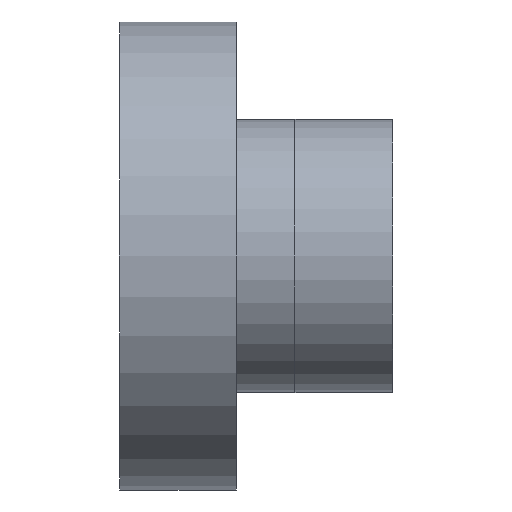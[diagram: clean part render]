
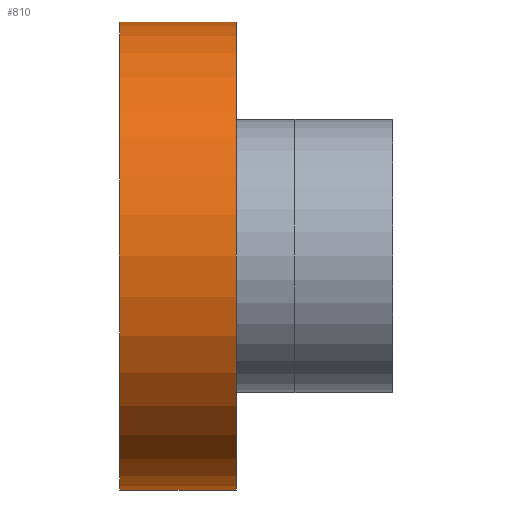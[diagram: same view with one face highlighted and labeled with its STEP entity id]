
A CAD part, front view. The second image highlights one B-rep face of the part: STEP entity #810.
In plain terms, the highlighted cylindrical face has radius 24 mm (diameter 48 mm), a partial arc.
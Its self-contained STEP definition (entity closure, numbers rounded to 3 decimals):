
#50 = CIRCLE ( 'NONE', #621, 24. ) ;
#59 = CARTESIAN_POINT ( 'NONE',  ( -4.212, 0., -24. ) ) ;
#85 = CARTESIAN_POINT ( 'NONE',  ( -4.212, 0., 24. ) ) ;
#102 = DIRECTION ( 'NONE',  ( -1., 0., 0. ) ) ;
#109 = CARTESIAN_POINT ( 'NONE',  ( -16.212, 0., -24. ) ) ;
#114 = CARTESIAN_POINT ( 'NONE',  ( -16.212, 0., 0. ) ) ;
#144 = ORIENTED_EDGE ( 'NONE', *, *, #269, .T. ) ;
#154 = CARTESIAN_POINT ( 'NONE',  ( -151.697, 0., -24. ) ) ;
#194 = CYLINDRICAL_SURFACE ( 'NONE', #277, 24. ) ;
#199 = EDGE_LOOP ( 'NONE', ( #509, #424, #144, #258 ) ) ;
#200 = CARTESIAN_POINT ( 'NONE',  ( -16.212, 0., 24. ) ) ;
#258 = ORIENTED_EDGE ( 'NONE', *, *, #265, .F. ) ;
#265 = EDGE_CURVE ( 'NONE', #324, #738, #555, .T. ) ;
#269 = EDGE_CURVE ( 'NONE', #807, #738, #284, .T. ) ;
#277 = AXIS2_PLACEMENT_3D ( 'NONE', #331, #387, #391 ) ;
#284 = LINE ( 'NONE', #292, #473 ) ;
#292 = CARTESIAN_POINT ( 'NONE',  ( -151.697, 0., 24. ) ) ;
#313 = AXIS2_PLACEMENT_3D ( 'NONE', #114, #102, #347 ) ;
#318 = FACE_OUTER_BOUND ( 'NONE', #199, .T. ) ;
#324 = VERTEX_POINT ( 'NONE', #109 ) ;
#331 = CARTESIAN_POINT ( 'NONE',  ( -151.697, 0., 0. ) ) ;
#333 = EDGE_CURVE ( 'NONE', #584, #807, #50, .T. ) ;
#347 = DIRECTION ( 'NONE',  ( 0., 0., 1. ) ) ;
#354 = CARTESIAN_POINT ( 'NONE',  ( -4.212, 0., 0. ) ) ;
#387 = DIRECTION ( 'NONE',  ( -1., 0., 0. ) ) ;
#391 = DIRECTION ( 'NONE',  ( 0., 0., 1. ) ) ;
#395 = DIRECTION ( 'NONE',  ( -1., 0., 0. ) ) ;
#424 = ORIENTED_EDGE ( 'NONE', *, *, #333, .T. ) ;
#438 = DIRECTION ( 'NONE',  ( 0., 0., 1. ) ) ;
#473 = VECTOR ( 'NONE', #790, 1000. ) ;
#509 = ORIENTED_EDGE ( 'NONE', *, *, #757, .F. ) ;
#550 = DIRECTION ( 'NONE',  ( -1., 0., 0. ) ) ;
#555 = CIRCLE ( 'NONE', #313, 24. ) ;
#584 = VERTEX_POINT ( 'NONE', #59 ) ;
#621 = AXIS2_PLACEMENT_3D ( 'NONE', #354, #550, #438 ) ;
#700 = LINE ( 'NONE', #154, #713 ) ;
#713 = VECTOR ( 'NONE', #395, 1000. ) ;
#738 = VERTEX_POINT ( 'NONE', #200 ) ;
#757 = EDGE_CURVE ( 'NONE', #584, #324, #700, .T. ) ;
#790 = DIRECTION ( 'NONE',  ( -1., 0., 0. ) ) ;
#807 = VERTEX_POINT ( 'NONE', #85 ) ;
#810 = ADVANCED_FACE ( 'NONE', ( #318 ), #194, .T. ) ;
